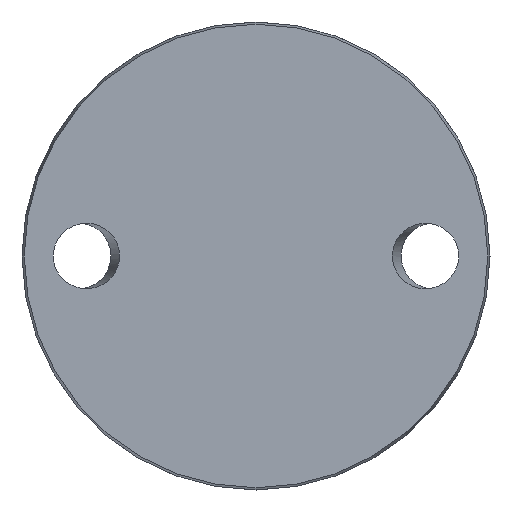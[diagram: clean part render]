
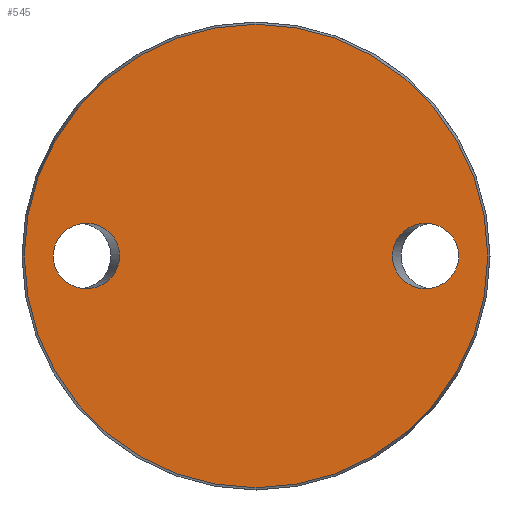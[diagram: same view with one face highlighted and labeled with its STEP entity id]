
A CAD part, front view. The second image highlights one B-rep face of the part: STEP entity #545.
In plain terms, the highlighted planar face has unit normal (0, -1, 0).
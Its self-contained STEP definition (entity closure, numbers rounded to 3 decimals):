
#31 = ORIENTED_EDGE ( 'NONE', *, *, #115, .F. ) ;
#42 = EDGE_LOOP ( 'NONE', ( #31 ) ) ;
#45 = AXIS2_PLACEMENT_3D ( 'NONE', #834, #839, #979 ) ;
#54 = CARTESIAN_POINT ( 'NONE',  ( -51.115, 0., 0. ) ) ;
#58 = CARTESIAN_POINT ( 'NONE',  ( 0., 0., -58.425 ) ) ;
#100 = CARTESIAN_POINT ( 'NONE',  ( 34.385, 0., 0. ) ) ;
#109 = DIRECTION ( 'NONE',  ( 0., 0., -1. ) ) ;
#115 = EDGE_CURVE ( 'NONE', #214, #214, #159, .T. ) ;
#128 = FACE_OUTER_BOUND ( 'NONE', #218, .T. ) ;
#132 = CARTESIAN_POINT ( 'NONE',  ( -34.385, 0., 0. ) ) ;
#159 =( BOUNDED_CURVE ( )  B_SPLINE_CURVE ( 3, ( #706, #314, #567, #723, #798, #651, #100 ),
 .UNSPECIFIED., .T., .F. ) 
 B_SPLINE_CURVE_WITH_KNOTS ( ( 4, 3, 4 ),
 ( 0., 3.142, 6.283 ),
 .UNSPECIFIED. ) 
 CURVE ( )  GEOMETRIC_REPRESENTATION_ITEM ( )  RATIONAL_B_SPLINE_CURVE ( ( 1., 0.333, 0.333, 1., 0.333, 0.333, 1. ) ) 
 REPRESENTATION_ITEM ( '' )  );
#197 = PLANE ( 'NONE',  #45 ) ;
#214 = VERTEX_POINT ( 'NONE', #989 ) ;
#218 = EDGE_LOOP ( 'NONE', ( #858 ) ) ;
#260 = EDGE_LOOP ( 'NONE', ( #608 ) ) ;
#290 =( BOUNDED_CURVE ( )  B_SPLINE_CURVE ( 3, ( #54, #293, #844, #132, #823, #833, #446 ),
 .UNSPECIFIED., .T., .T. ) 
 B_SPLINE_CURVE_WITH_KNOTS ( ( 4, 3, 4 ),
 ( 0., 3.142, 6.283 ),
 .UNSPECIFIED. ) 
 CURVE ( )  GEOMETRIC_REPRESENTATION_ITEM ( )  RATIONAL_B_SPLINE_CURVE ( ( 1., 0.333, 0.333, 1., 0.333, 0.333, 1. ) ) 
 REPRESENTATION_ITEM ( '' )  );
#293 = CARTESIAN_POINT ( 'NONE',  ( -51.115, 0., 16.5 ) ) ;
#314 = CARTESIAN_POINT ( 'NONE',  ( 34.385, 0., -16.5 ) ) ;
#345 = CARTESIAN_POINT ( 'NONE',  ( 0., 0., 0. ) ) ;
#369 = FACE_BOUND ( 'NONE', #260, .T. ) ;
#446 = CARTESIAN_POINT ( 'NONE',  ( -51.115, 0., 0. ) ) ;
#463 = CARTESIAN_POINT ( 'NONE',  ( -51.115, 0., 0. ) ) ;
#467 = EDGE_CURVE ( 'NONE', #829, #829, #811, .T. ) ;
#545 = ADVANCED_FACE ( 'NONE', ( #369, #972, #128 ), #197, .F. ) ;
#567 = CARTESIAN_POINT ( 'NONE',  ( 51.115, 0., -16.5 ) ) ;
#608 = ORIENTED_EDGE ( 'NONE', *, *, #929, .T. ) ;
#651 = CARTESIAN_POINT ( 'NONE',  ( 34.385, 0., 16.5 ) ) ;
#693 = VERTEX_POINT ( 'NONE', #463 ) ;
#706 = CARTESIAN_POINT ( 'NONE',  ( 34.385, 0., 0. ) ) ;
#723 = CARTESIAN_POINT ( 'NONE',  ( 51.115, 0., 0. ) ) ;
#798 = CARTESIAN_POINT ( 'NONE',  ( 51.115, 0., 16.5 ) ) ;
#806 = DIRECTION ( 'NONE',  ( 0., -1., 0. ) ) ;
#811 = CIRCLE ( 'NONE', #934, 58.425 ) ;
#823 = CARTESIAN_POINT ( 'NONE',  ( -34.385, 0., -16.5 ) ) ;
#829 = VERTEX_POINT ( 'NONE', #58 ) ;
#833 = CARTESIAN_POINT ( 'NONE',  ( -51.115, 0., -16.5 ) ) ;
#834 = CARTESIAN_POINT ( 'NONE',  ( -58.425, 0., 0. ) ) ;
#839 = DIRECTION ( 'NONE',  ( 0., 1., 0. ) ) ;
#844 = CARTESIAN_POINT ( 'NONE',  ( -34.385, 0., 16.5 ) ) ;
#858 = ORIENTED_EDGE ( 'NONE', *, *, #467, .T. ) ;
#929 = EDGE_CURVE ( 'NONE', #693, #693, #290, .T. ) ;
#934 = AXIS2_PLACEMENT_3D ( 'NONE', #345, #806, #109 ) ;
#972 = FACE_BOUND ( 'NONE', #42, .T. ) ;
#979 = DIRECTION ( 'NONE',  ( 0., 0., 1. ) ) ;
#989 = CARTESIAN_POINT ( 'NONE',  ( 34.385, 0., 0. ) ) ;
